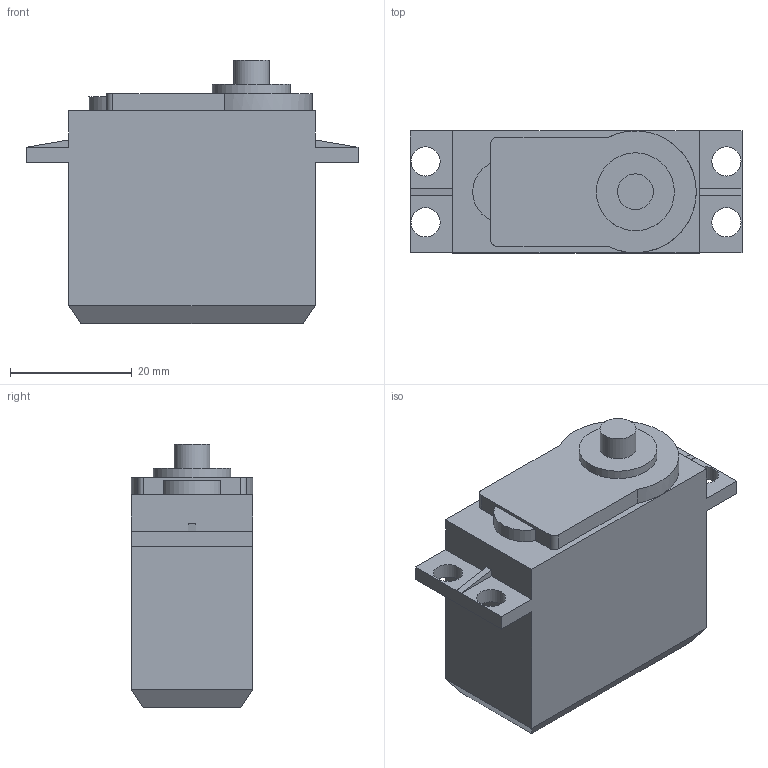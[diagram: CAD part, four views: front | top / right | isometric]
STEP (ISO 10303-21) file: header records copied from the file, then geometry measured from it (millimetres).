
FILE_DESCRIPTION(/* description */ ('MG946R'),/* implementation_level */ '2;1');
FILE_NAME(/* name */ 'MG946R.stp',/* time_stamp */ '2024-03-27T14:11:34+01:00',/* author */ ('Arnaud'),/* organization */ (''),/* preprocessor_version */ 'ST-DEVELOPER v19.2',/* originating_system */ 'Autodesk Inventor 2024',/* authorisation */ '');
FILE_SCHEMA (('AUTOMOTIVE_DESIGN { 1 0 10303 214 3 1 1 }'));
Length unit declared in the file: metre
Products named in the file (1): MG946R
Bounding box: 54.5 x 20 x 43.3 mm (x, y, z)
Volume: 30525 mm3; surface area: 6732.6 mm2
Topology: 1 solids, 1 shells, 44 faces, 110 edges, 70 vertices
Faces by surface type: plane 34, cylinder 10
Full cylindrical faces by diameter (mm): 4.8 x4, 5.87 x1, 12.8 x1
Entity records: 1364 total; most frequent: CARTESIAN_POINT 225, DIRECTION 222, ORIENTED_EDGE 220, EDGE_CURVE 110, LINE 88, VECTOR 88, VERTEX_POINT 70, AXIS2_PLACEMENT_3D 67
